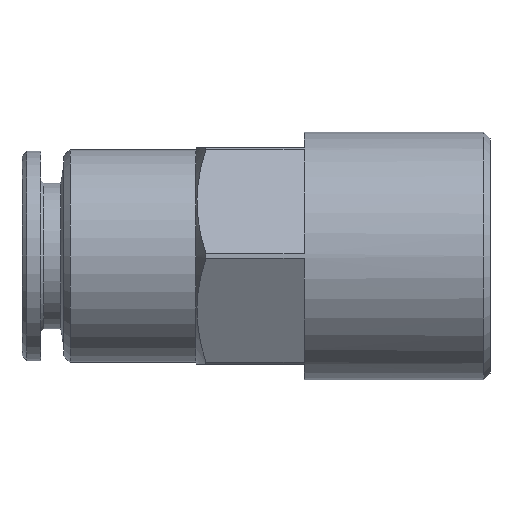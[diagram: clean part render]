
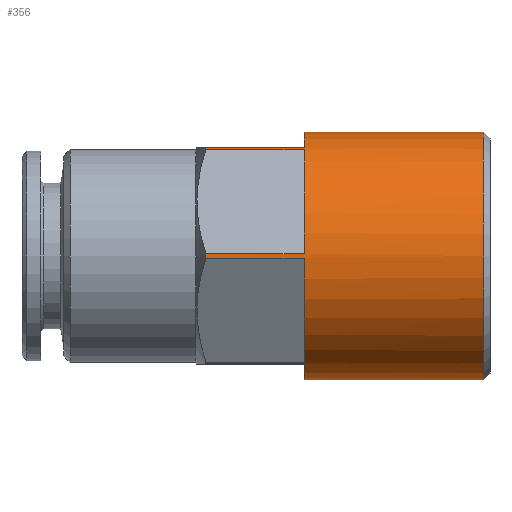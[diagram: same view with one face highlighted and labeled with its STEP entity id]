
A CAD part, left-side view. The second image highlights one B-rep face of the part: STEP entity #356.
In plain terms, the highlighted cylindrical face has radius 8 mm (diameter 16 mm), a partial arc.
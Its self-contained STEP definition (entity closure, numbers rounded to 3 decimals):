
#15 = VERTEX_POINT ( 'NONE', #743 ) ;
#135 = EDGE_CURVE ( 'NONE', #136, #169, #537, .T. ) ;
#136 = VERTEX_POINT ( 'NONE', #533 ) ;
#169 = VERTEX_POINT ( 'NONE', #795 ) ;
#202 = VERTEX_POINT ( 'NONE', #882 ) ;
#206 = VERTEX_POINT ( 'NONE', #864 ) ;
#210 = ORIENTED_EDGE ( 'NONE', *, *, #211, .F. ) ;
#211 = EDGE_CURVE ( 'NONE', #212, #206, #824, .T. ) ;
#212 = VERTEX_POINT ( 'NONE', #820 ) ;
#213 = ORIENTED_EDGE ( 'NONE', *, *, #214, .T. ) ;
#214 = EDGE_CURVE ( 'NONE', #212, #136, #819, .T. ) ;
#215 = EDGE_CURVE ( 'NONE', #472, #206, #780, .T. ) ;
#218 = VERTEX_POINT ( 'NONE', #773 ) ;
#220 = EDGE_CURVE ( 'NONE', #221, #218, #792, .T. ) ;
#221 = VERTEX_POINT ( 'NONE', #839 ) ;
#224 = VERTEX_POINT ( 'NONE', #1001 ) ;
#226 = EDGE_CURVE ( 'NONE', #227, #224, #984, .T. ) ;
#227 = VERTEX_POINT ( 'NONE', #982 ) ;
#229 = EDGE_LOOP ( 'NONE', ( #390, #343, #311, #421, #428, #396, #353, #436, #437, #314, #378, #470, #210, #213, #392, #393 ) ) ;
#244 = EDGE_CURVE ( 'NONE', #15, #256, #1059, .T. ) ;
#256 = VERTEX_POINT ( 'NONE', #1033 ) ;
#306 = EDGE_CURVE ( 'NONE', #312, #224, #1266, .T. ) ;
#307 = EDGE_CURVE ( 'NONE', #312, #202, #1202, .T. ) ;
#310 = VERTEX_POINT ( 'NONE', #1183 ) ;
#311 = ORIENTED_EDGE ( 'NONE', *, *, #374, .F. ) ;
#312 = VERTEX_POINT ( 'NONE', #1189 ) ;
#313 = VERTEX_POINT ( 'NONE', #1134 ) ;
#314 = ORIENTED_EDGE ( 'NONE', *, *, #315, .T. ) ;
#315 = EDGE_CURVE ( 'NONE', #313, #316, #1250, .T. ) ;
#316 = VERTEX_POINT ( 'NONE', #1251 ) ;
#343 = ORIENTED_EDGE ( 'NONE', *, *, #344, .T. ) ;
#344 = EDGE_CURVE ( 'NONE', #15, #310, #1161, .T. ) ;
#353 = ORIENTED_EDGE ( 'NONE', *, *, #354, .F. ) ;
#354 = EDGE_CURVE ( 'NONE', #221, #202, #1148, .T. ) ;
#356 = ADVANCED_FACE ( 'NONE', ( #1168 ), #1164, .T. ) ;
#374 = EDGE_CURVE ( 'NONE', #227, #310, #1255, .T. ) ;
#378 = ORIENTED_EDGE ( 'NONE', *, *, #379, .F. ) ;
#379 = EDGE_CURVE ( 'NONE', #472, #316, #1194, .T. ) ;
#390 = ORIENTED_EDGE ( 'NONE', *, *, #244, .F. ) ;
#392 = ORIENTED_EDGE ( 'NONE', *, *, #135, .T. ) ;
#393 = ORIENTED_EDGE ( 'NONE', *, *, #394, .F. ) ;
#394 = EDGE_CURVE ( 'NONE', #256, #169, #1116, .T. ) ;
#396 = ORIENTED_EDGE ( 'NONE', *, *, #307, .T. ) ;
#421 = ORIENTED_EDGE ( 'NONE', *, *, #226, .T. ) ;
#428 = ORIENTED_EDGE ( 'NONE', *, *, #306, .F. ) ;
#436 = ORIENTED_EDGE ( 'NONE', *, *, #220, .T. ) ;
#437 = ORIENTED_EDGE ( 'NONE', *, *, #438, .F. ) ;
#438 = EDGE_CURVE ( 'NONE', #313, #218, #1345, .T. ) ;
#470 = ORIENTED_EDGE ( 'NONE', *, *, #215, .T. ) ;
#472 = VERTEX_POINT ( 'NONE', #1416 ) ;
#533 = CARTESIAN_POINT ( 'NONE',  ( 0., 12., -8. ) ) ;
#534 = DIRECTION ( 'NONE',  ( 0., -1., 0. ) ) ;
#535 = VECTOR ( 'NONE', #534, 1000. ) ;
#536 = CARTESIAN_POINT ( 'NONE',  ( 0., -2.958, -8. ) ) ;
#537 = LINE ( 'NONE', #536, #535 ) ;
#743 = CARTESIAN_POINT ( 'NONE',  ( 0., 12., 8. ) ) ;
#773 = CARTESIAN_POINT ( 'NONE',  ( -7.999, 18.336, -0.146 ) ) ;
#775 = CARTESIAN_POINT ( 'NONE',  ( 0., 18.336, 0. ) ) ;
#776 = DIRECTION ( 'NONE',  ( 0., 0., -1. ) ) ;
#777 = DIRECTION ( 'NONE',  ( 0., -1., 0. ) ) ;
#778 = CARTESIAN_POINT ( 'NONE',  ( 0., 18.336, 0. ) ) ;
#779 = AXIS2_PLACEMENT_3D ( 'NONE', #778, #777, #776 ) ;
#780 = CIRCLE ( 'NONE', #779, 8. ) ;
#792 = CIRCLE ( 'NONE', #842, 8. ) ;
#795 = CARTESIAN_POINT ( 'NONE',  ( 0., 0.4, -8. ) ) ;
#815 = DIRECTION ( 'NONE',  ( 0., 0., 1. ) ) ;
#816 = DIRECTION ( 'NONE',  ( 0., -1., 0. ) ) ;
#817 = CARTESIAN_POINT ( 'NONE',  ( 0., 12., 0. ) ) ;
#818 = AXIS2_PLACEMENT_3D ( 'NONE', #817, #816, #815 ) ;
#819 = CIRCLE ( 'NONE', #818, 8. ) ;
#820 = CARTESIAN_POINT ( 'NONE',  ( -3.873, 12., -7. ) ) ;
#821 = DIRECTION ( 'NONE',  ( 0., 1., 0. ) ) ;
#822 = VECTOR ( 'NONE', #821, 1000. ) ;
#823 = CARTESIAN_POINT ( 'NONE',  ( -3.873, -2.958, -7. ) ) ;
#824 = LINE ( 'NONE', #823, #822 ) ;
#839 = CARTESIAN_POINT ( 'NONE',  ( -7.999, 18.336, 0.146 ) ) ;
#840 = DIRECTION ( 'NONE',  ( 0., 0., -1. ) ) ;
#841 = DIRECTION ( 'NONE',  ( 0., -1., 0. ) ) ;
#842 = AXIS2_PLACEMENT_3D ( 'NONE', #775, #841, #840 ) ;
#864 = CARTESIAN_POINT ( 'NONE',  ( -3.873, 18.336, -7. ) ) ;
#882 = CARTESIAN_POINT ( 'NONE',  ( -7.999, 12., 0.146 ) ) ;
#981 = AXIS2_PLACEMENT_3D ( 'NONE', #1000, #999, #998 ) ;
#982 = CARTESIAN_POINT ( 'NONE',  ( -3.873, 18.336, 7. ) ) ;
#984 = CIRCLE ( 'NONE', #981, 8. ) ;
#998 = DIRECTION ( 'NONE',  ( 0., 0., -1. ) ) ;
#999 = DIRECTION ( 'NONE',  ( 0., -1., 0. ) ) ;
#1000 = CARTESIAN_POINT ( 'NONE',  ( 0., 18.336, 0. ) ) ;
#1001 = CARTESIAN_POINT ( 'NONE',  ( -4.126, 18.336, 6.854 ) ) ;
#1033 = CARTESIAN_POINT ( 'NONE',  ( 0., 0.4, 8. ) ) ;
#1056 = DIRECTION ( 'NONE',  ( 0., -1., 0. ) ) ;
#1057 = VECTOR ( 'NONE', #1056, 1000. ) ;
#1058 = CARTESIAN_POINT ( 'NONE',  ( 0., -2.958, 8. ) ) ;
#1059 = LINE ( 'NONE', #1058, #1057 ) ;
#1113 = DIRECTION ( 'NONE',  ( 0., 0., -1. ) ) ;
#1114 = DIRECTION ( 'NONE',  ( 0., -1., 0. ) ) ;
#1115 = AXIS2_PLACEMENT_3D ( 'NONE', #1120, #1114, #1113 ) ;
#1116 = CIRCLE ( 'NONE', #1115, 8. ) ;
#1120 = CARTESIAN_POINT ( 'NONE',  ( 0., 0.4, 0. ) ) ;
#1134 = CARTESIAN_POINT ( 'NONE',  ( -7.999, 12., -0.146 ) ) ;
#1141 = DIRECTION ( 'NONE',  ( 0., 1., 0. ) ) ;
#1148 = LINE ( 'NONE', #1156, #1155 ) ;
#1154 = DIRECTION ( 'NONE',  ( 0., -1., 0. ) ) ;
#1155 = VECTOR ( 'NONE', #1154, 1000. ) ;
#1156 = CARTESIAN_POINT ( 'NONE',  ( -7.999, -2.958, 0.146 ) ) ;
#1157 = DIRECTION ( 'NONE',  ( 0., 0., 1. ) ) ;
#1158 = DIRECTION ( 'NONE',  ( 0., -1., 0. ) ) ;
#1159 = CARTESIAN_POINT ( 'NONE',  ( 0., 12., 0. ) ) ;
#1160 = AXIS2_PLACEMENT_3D ( 'NONE', #1159, #1158, #1157 ) ;
#1161 = CIRCLE ( 'NONE', #1160, 8. ) ;
#1163 = CARTESIAN_POINT ( 'NONE',  ( 0., -2.958, 0. ) ) ;
#1164 = CYLINDRICAL_SURFACE ( 'NONE', #1180, 8. ) ;
#1168 = FACE_OUTER_BOUND ( 'NONE', #229, .T. ) ;
#1178 = DIRECTION ( 'NONE',  ( 0., 0., -1. ) ) ;
#1179 = DIRECTION ( 'NONE',  ( 0., -1., 0. ) ) ;
#1180 = AXIS2_PLACEMENT_3D ( 'NONE', #1163, #1179, #1178 ) ;
#1183 = CARTESIAN_POINT ( 'NONE',  ( -3.873, 12., 7. ) ) ;
#1189 = CARTESIAN_POINT ( 'NONE',  ( -4.126, 12., 6.854 ) ) ;
#1191 = DIRECTION ( 'NONE',  ( 0., -1., 0. ) ) ;
#1192 = VECTOR ( 'NONE', #1191, 1000. ) ;
#1193 = CARTESIAN_POINT ( 'NONE',  ( -4.126, -2.958, -6.854 ) ) ;
#1194 = LINE ( 'NONE', #1193, #1192 ) ;
#1195 = DIRECTION ( 'NONE',  ( 0., -1., 0. ) ) ;
#1196 = VECTOR ( 'NONE', #1195, 1000. ) ;
#1197 = CARTESIAN_POINT ( 'NONE',  ( -3.873, -2.958, 7. ) ) ;
#1198 = DIRECTION ( 'NONE',  ( 0., 0., 1. ) ) ;
#1199 = DIRECTION ( 'NONE',  ( 0., -1., 0. ) ) ;
#1200 = CARTESIAN_POINT ( 'NONE',  ( 0., 12., 0. ) ) ;
#1201 = AXIS2_PLACEMENT_3D ( 'NONE', #1200, #1199, #1198 ) ;
#1202 = CIRCLE ( 'NONE', #1201, 8. ) ;
#1246 = DIRECTION ( 'NONE',  ( 0., 0., 1. ) ) ;
#1247 = DIRECTION ( 'NONE',  ( 0., -1., 0. ) ) ;
#1248 = CARTESIAN_POINT ( 'NONE',  ( 0., 12., 0. ) ) ;
#1249 = AXIS2_PLACEMENT_3D ( 'NONE', #1248, #1247, #1246 ) ;
#1250 = CIRCLE ( 'NONE', #1249, 8. ) ;
#1251 = CARTESIAN_POINT ( 'NONE',  ( -4.126, 12., -6.854 ) ) ;
#1255 = LINE ( 'NONE', #1197, #1196 ) ;
#1264 = VECTOR ( 'NONE', #1141, 1000. ) ;
#1265 = CARTESIAN_POINT ( 'NONE',  ( -4.126, -2.958, 6.854 ) ) ;
#1266 = LINE ( 'NONE', #1265, #1264 ) ;
#1342 = DIRECTION ( 'NONE',  ( 0., 1., 0. ) ) ;
#1343 = VECTOR ( 'NONE', #1342, 1000. ) ;
#1344 = CARTESIAN_POINT ( 'NONE',  ( -7.999, -2.958, -0.146 ) ) ;
#1345 = LINE ( 'NONE', #1344, #1343 ) ;
#1416 = CARTESIAN_POINT ( 'NONE',  ( -4.126, 18.336, -6.854 ) ) ;
